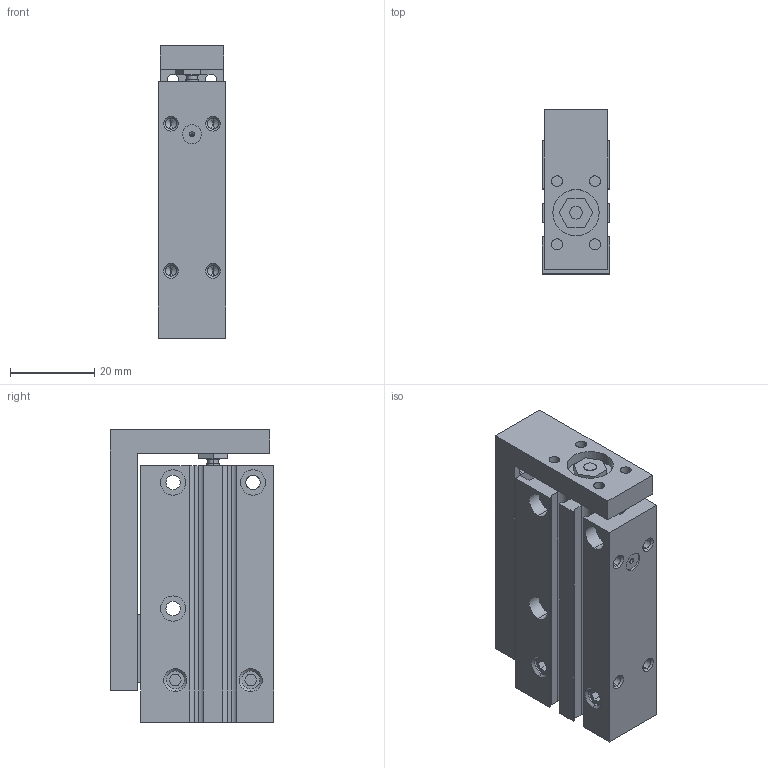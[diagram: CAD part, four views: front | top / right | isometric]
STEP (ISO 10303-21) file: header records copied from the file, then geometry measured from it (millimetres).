
FILE_DESCRIPTION((''),'2;1');
FILE_NAME('GR07.506-30.stp','2008-02-16T11:31:43',(''),(''),'Mechanical Desktop 2005','Mechanical Desktop 2005',', , ');
FILE_SCHEMA(('CONFIG_CONTROL_DESIGN'));
Length unit declared in the file: millimetre
Products named in the file (2): GR07.506-30A; GR07.506-30
Assembly tree (1 placements, depth 2):
  GR07.506-30A
    GR07.506-30
Bounding box: 16 x 39 x 69.5 mm (x, y, z)
Volume: 30049.7 mm3; surface area: 18494.9 mm2
Topology: 1 solids, 7 shells, 383 faces, 951 edges, 596 vertices
Faces by surface type: plane 179, cylinder 140, cone 64
Entity records: 11588 total; most frequent: CARTESIAN_POINT 2220, DIRECTION 1979, ORIENTED_EDGE 1854, EDGE_CURVE 927, AXIS2_PLACEMENT_3D 691, VECTOR 597, LINE 597, VERTEX_POINT 596
